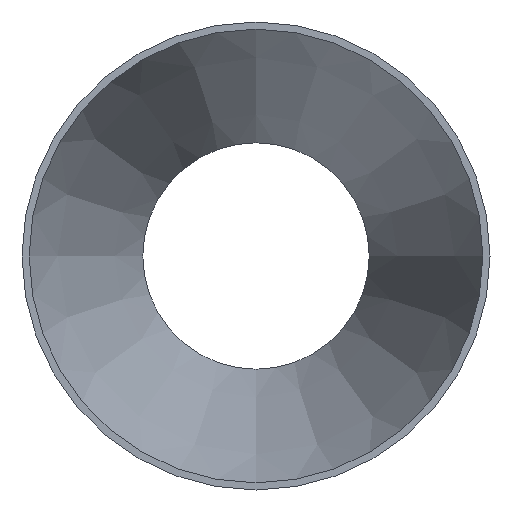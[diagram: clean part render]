
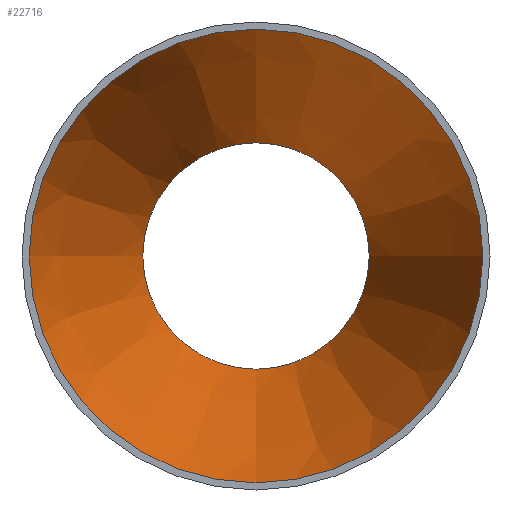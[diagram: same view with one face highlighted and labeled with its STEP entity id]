
A CAD part, front view. The second image highlights one B-rep face of the part: STEP entity #22716.
In plain terms, the highlighted conical face has half-angle 18.208 degrees and reference radius 99.842 mm.
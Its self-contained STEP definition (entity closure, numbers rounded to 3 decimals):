
#172 = DIRECTION ( 'NONE',  ( 0., -1., 0. ) ) ;
#688 = DIRECTION ( 'NONE',  ( 0., 0., -1. ) ) ;
#3470 = DIRECTION ( 'NONE',  ( 0., 0., -1. ) ) ;
#3616 = CARTESIAN_POINT ( 'NONE',  ( 0., 152., 0. ) ) ;
#5831 = VERTEX_POINT ( 'NONE', #8588 ) ;
#6285 = EDGE_CURVE ( 'NONE', #5831, #5831, #24458, .T. ) ;
#8588 = CARTESIAN_POINT ( 'NONE',  ( 0., 152., -49.842 ) ) ;
#11375 = DIRECTION ( 'NONE',  ( 0., 0., -1. ) ) ;
#11813 = CONICAL_SURFACE ( 'NONE', #11843, 99.842, 0.318 ) ;
#11843 = AXIS2_PLACEMENT_3D ( 'NONE', #30684, #172, #11375 ) ;
#12327 = AXIS2_PLACEMENT_3D ( 'NONE', #22456, #30743, #3470 ) ;
#17102 = EDGE_CURVE ( 'NONE', #17236, #17236, #28206, .T. ) ;
#17236 = VERTEX_POINT ( 'NONE', #22547 ) ;
#17970 = AXIS2_PLACEMENT_3D ( 'NONE', #3616, #23278, #688 ) ;
#19829 = FACE_BOUND ( 'NONE', #30034, .T. ) ;
#20452 = ORIENTED_EDGE ( 'NONE', *, *, #17102, .T. ) ;
#22456 = CARTESIAN_POINT ( 'NONE',  ( 0., 0., 0. ) ) ;
#22547 = CARTESIAN_POINT ( 'NONE',  ( 0., 0., -99.842 ) ) ;
#22716 = ADVANCED_FACE ( 'NONE', ( #19829, #33444 ), #11813, .F. ) ;
#23278 = DIRECTION ( 'NONE',  ( 0., -1., 0. ) ) ;
#24458 = CIRCLE ( 'NONE', #17970, 49.842 ) ;
#26837 = EDGE_LOOP ( 'NONE', ( #20452 ) ) ;
#28206 = CIRCLE ( 'NONE', #12327, 99.842 ) ;
#30034 = EDGE_LOOP ( 'NONE', ( #36242 ) ) ;
#30684 = CARTESIAN_POINT ( 'NONE',  ( 0., 0., 0. ) ) ;
#30743 = DIRECTION ( 'NONE',  ( 0., -1., 0. ) ) ;
#33444 = FACE_OUTER_BOUND ( 'NONE', #26837, .T. ) ;
#36242 = ORIENTED_EDGE ( 'NONE', *, *, #6285, .F. ) ;
